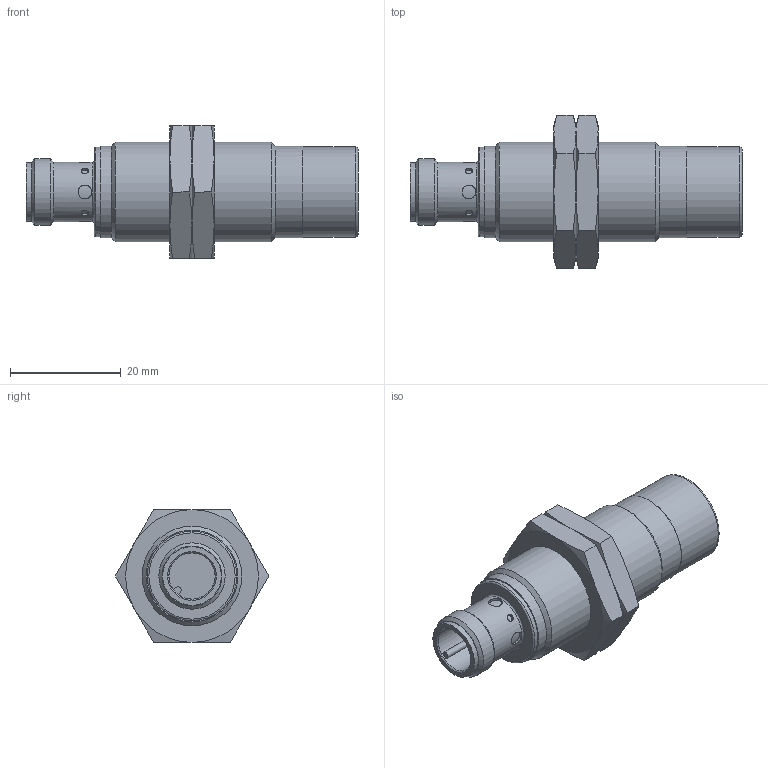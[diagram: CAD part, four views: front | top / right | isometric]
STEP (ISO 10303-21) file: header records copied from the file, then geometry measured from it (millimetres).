
FILE_DESCRIPTION (( 'STEP AP214' ), '1' );
FILE_NAME ('KSK-AP-4H.STEP', '2018-08-01T12:43:28', ( '' ), ( '' ), 'SwSTEP 2.0', 'SolidWorks 2017', '' );
FILE_SCHEMA (( 'AUTOMOTIVE_DESIGN' ));
Length unit declared in the file: inch
Products named in the file (1): KSK-AP-4H
Bounding box: 60 x 27.71 x 24 mm (x, y, z)
Volume: 13943.6 mm3; surface area: 4499.3 mm2
Topology: 1 solids, 1 shells, 83 faces, 169 edges, 102 vertices
Faces by surface type: cone 29, plane 24, cylinder 19, bspline 8, torus 3
Full cylindrical faces by diameter (mm): 8.35 x1, 10.6 x1, 10.8 x1, 12 x1, 16.2 x1, 16.3 x1, 16.5 x1, 16.6 x1, 18 x2
Entity records: 3591 total; most frequent: CARTESIAN_POINT 2117, DIRECTION 264, ORIENTED_EDGE 260, EDGE_CURVE 130, EDGE_LOOP 124, AXIS2_PLACEMENT_3D 122, FACE_OUTER_BOUND 104, VERTEX_POINT 90
